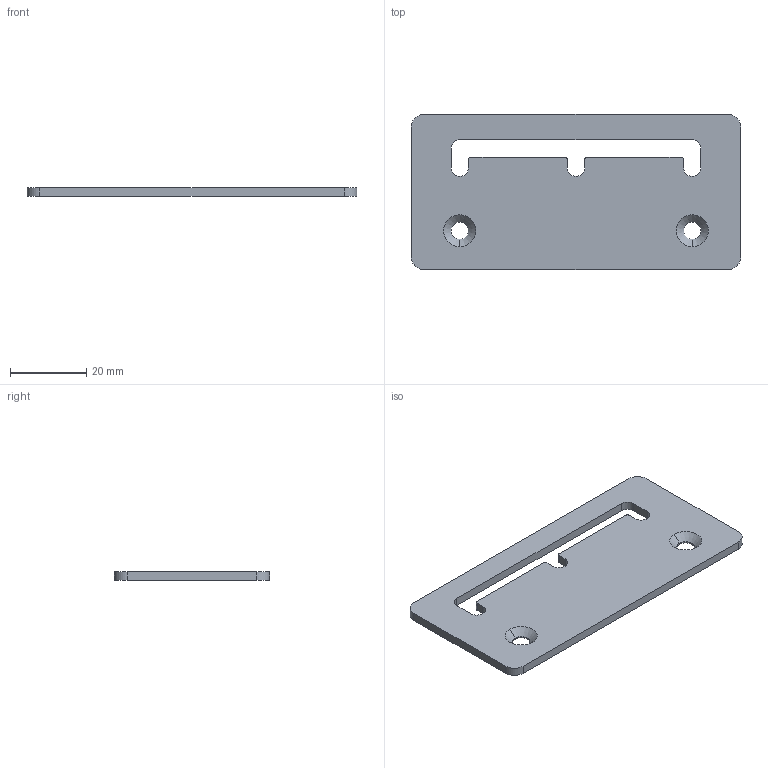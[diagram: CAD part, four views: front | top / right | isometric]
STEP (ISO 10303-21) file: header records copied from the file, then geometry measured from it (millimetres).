
FILE_DESCRIPTION((''),'2;1');
FILE_NAME('155373_SW','2011-05-05T',('banengservice'),('BANNER ENGINEERING'),'PRO/ENGINEER BY PARAMETRIC TECHNOLOGY CORPORATION, 2009141','PRO/ENGINEER BY PARAMETRIC TECHNOLOGY CORPORATION, 2009141','');
FILE_SCHEMA(('CONFIG_CONTROL_DESIGN'));
Length unit declared in the file: inch
Products named in the file (1): 155373_SW
Bounding box: 86.36 x 40.64 x 2.29 mm (x, y, z)
Volume: 7035.6 mm3; surface area: 7194.1 mm2
Topology: 1 solids, 1 shells, 36 faces, 98 edges, 64 vertices
Faces by surface type: cylinder 17, plane 15, cone 4
Entity records: 1200 total; most frequent: DIRECTION 208, CARTESIAN_POINT 198, ORIENTED_EDGE 196, EDGE_CURVE 98, AXIS2_PLACEMENT_3D 74, VERTEX_POINT 64, VECTOR 60, LINE 60
